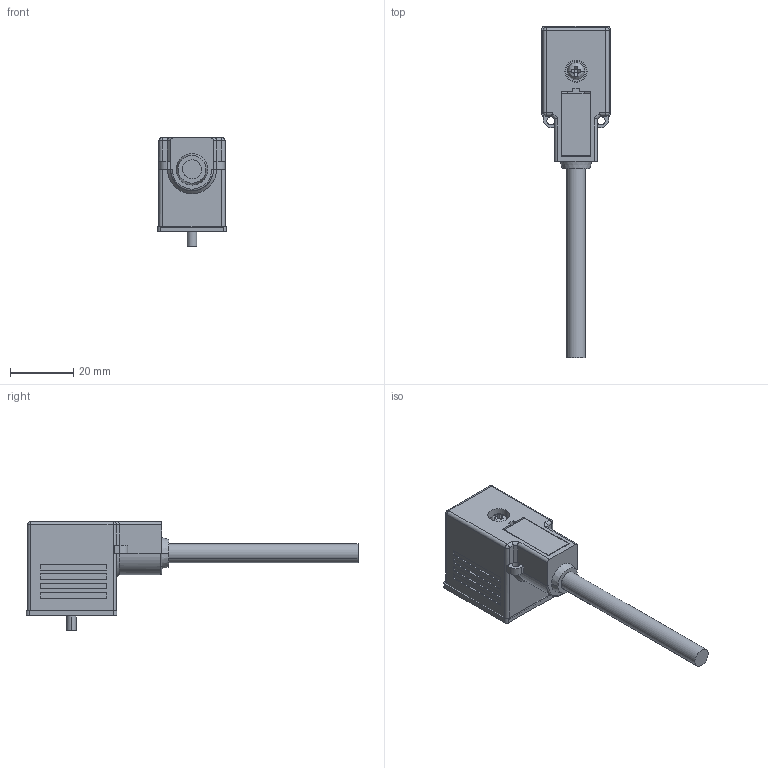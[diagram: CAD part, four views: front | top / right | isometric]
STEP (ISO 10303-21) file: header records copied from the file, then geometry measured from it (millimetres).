
FILE_DESCRIPTION (( 'STEP AP203' ), '1' );
FILE_NAME ('VBI21R-024-M.STEP', '2025-04-10T02:59:45', ( '' ), ( '' ), 'SwSTEP 2.0', 'SolidWorks 2018', '' );
FILE_SCHEMA (( 'CONFIG_CONTROL_DESIGN' ));
Length unit declared in the file: millimetre
Products named in the file (1): VBI21R-024-M
Bounding box: 21.8 x 105.3 x 34.4 mm (x, y, z)
Volume: 19788 mm3; surface area: 10999.4 mm2
Topology: 4 solids, 12 shells, 592 faces, 1501 edges, 944 vertices
Faces by surface type: plane 412, cylinder 140, cone 18, sphere 16, torus 4, bspline 2
Entity records: 17688 total; most frequent: CARTESIAN_POINT 3304, ORIENTED_EDGE 2970, DIRECTION 2939, EDGE_CURVE 1485, VECTOR 1117, LINE 1117, VERTEX_POINT 944, AXIS2_PLACEMENT_3D 911
